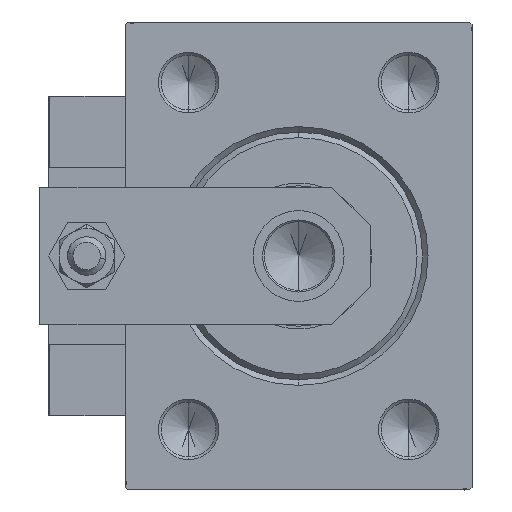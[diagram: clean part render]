
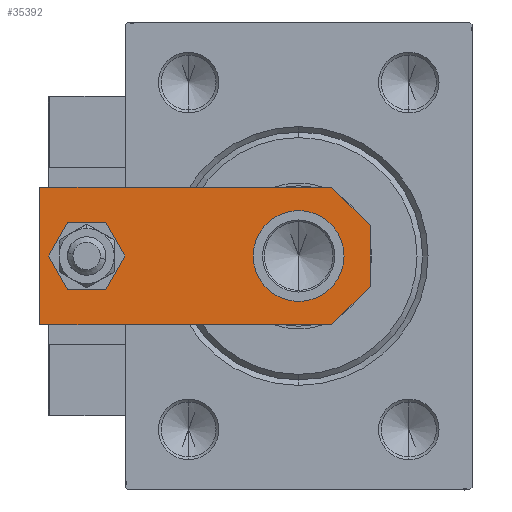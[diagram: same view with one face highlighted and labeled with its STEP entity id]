
A CAD part, left-side view. The second image highlights one B-rep face of the part: STEP entity #35392.
In plain terms, the highlighted face is planar.
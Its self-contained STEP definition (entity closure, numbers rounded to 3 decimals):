
#134 = LINE ( 'NONE', #27868, #36632 ) ;
#138 = VERTEX_POINT ( 'NONE', #45849 ) ;
#754 = DIRECTION ( 'NONE',  ( 0., 0., 1. ) ) ;
#1760 = AXIS2_PLACEMENT_3D ( 'NONE', #29762, #9865, #47247 ) ;
#2726 = DIRECTION ( 'NONE',  ( 0., -1., 0. ) ) ;
#3020 = AXIS2_PLACEMENT_3D ( 'NONE', #20778, #12910, #24451 ) ;
#3142 = CARTESIAN_POINT ( 'NONE',  ( -2.75, -2.75, 6. ) ) ;
#3317 = LINE ( 'NONE', #15878, #3806 ) ;
#3806 = VECTOR ( 'NONE', #27385, 1000. ) ;
#4284 = EDGE_CURVE ( 'NONE', #12041, #12111, #3317, .T. ) ;
#5123 = VECTOR ( 'NONE', #51019, 1000. ) ;
#6392 = EDGE_CURVE ( 'NONE', #12111, #15133, #29470, .T. ) ;
#6500 = VERTEX_POINT ( 'NONE', #7207 ) ;
#7207 = CARTESIAN_POINT ( 'NONE',  ( 5.5, 0., 6. ) ) ;
#7926 = CIRCLE ( 'NONE', #42165, 8.25 ) ;
#8527 = VERTEX_POINT ( 'NONE', #31468 ) ;
#8607 = CARTESIAN_POINT ( 'NONE',  ( 0., 13., 6. ) ) ;
#8708 = AXIS2_PLACEMENT_3D ( 'NONE', #10647, #41782, #26103 ) ;
#8871 = CARTESIAN_POINT ( 'NONE',  ( 12.5, 60., 6. ) ) ;
#9152 = ORIENTED_EDGE ( 'NONE', *, *, #13762, .F. ) ;
#9865 = DIRECTION ( 'NONE',  ( 0., 0., 1. ) ) ;
#10303 = CARTESIAN_POINT ( 'NONE',  ( -12.5, 60., 6. ) ) ;
#10647 = CARTESIAN_POINT ( 'NONE',  ( 0., 51.5, 6. ) ) ;
#10824 = LINE ( 'NONE', #10303, #20926 ) ;
#12041 = VERTEX_POINT ( 'NONE', #40277 ) ;
#12111 = VERTEX_POINT ( 'NONE', #8871 ) ;
#12910 = DIRECTION ( 'NONE',  ( 0., 0., 1. ) ) ;
#13215 = EDGE_LOOP ( 'NONE', ( #33107, #33403 ) ) ;
#13762 = EDGE_CURVE ( 'NONE', #48427, #8527, #38092, .T. ) ;
#13785 = PLANE ( 'NONE',  #1760 ) ;
#14109 = CARTESIAN_POINT ( 'NONE',  ( 0., 51.5, 6. ) ) ;
#15133 = VERTEX_POINT ( 'NONE', #36373 ) ;
#15830 = ORIENTED_EDGE ( 'NONE', *, *, #30186, .T. ) ;
#15878 = CARTESIAN_POINT ( 'NONE',  ( 12.5, 0., 6. ) ) ;
#16723 = DIRECTION ( 'NONE',  ( 1., 0., 0. ) ) ;
#17718 = FACE_BOUND ( 'NONE', #13215, .T. ) ;
#17898 = EDGE_CURVE ( 'NONE', #38211, #6500, #134, .T. ) ;
#19294 = AXIS2_PLACEMENT_3D ( 'NONE', #14109, #30616, #34795 ) ;
#19572 = ORIENTED_EDGE ( 'NONE', *, *, #4284, .T. ) ;
#20467 = CARTESIAN_POINT ( 'NONE',  ( 4., 51.5, 6. ) ) ;
#20778 = CARTESIAN_POINT ( 'NONE',  ( 0., 13., 6. ) ) ;
#20860 = ORIENTED_EDGE ( 'NONE', *, *, #17898, .T. ) ;
#20926 = VECTOR ( 'NONE', #2726, 1000. ) ;
#21252 = CIRCLE ( 'NONE', #8708, 4. ) ;
#21657 = CARTESIAN_POINT ( 'NONE',  ( -5.5, 0., 6. ) ) ;
#24451 = DIRECTION ( 'NONE',  ( 1., 0., 0. ) ) ;
#26103 = DIRECTION ( 'NONE',  ( 1., 0., 0. ) ) ;
#26693 = ORIENTED_EDGE ( 'NONE', *, *, #36496, .T. ) ;
#26815 = EDGE_LOOP ( 'NONE', ( #26693, #43024, #20860, #15830, #19572, #30249 ) ) ;
#27385 = DIRECTION ( 'NONE',  ( 0., 1., 0. ) ) ;
#27504 = CARTESIAN_POINT ( 'NONE',  ( -12.5, 7., 6. ) ) ;
#27868 = CARTESIAN_POINT ( 'NONE',  ( -12.5, 0., 6. ) ) ;
#29470 = LINE ( 'NONE', #45418, #48786 ) ;
#29762 = CARTESIAN_POINT ( 'NONE',  ( 0., 0., 6. ) ) ;
#30029 = VERTEX_POINT ( 'NONE', #27504 ) ;
#30186 = EDGE_CURVE ( 'NONE', #6500, #12041, #44759, .T. ) ;
#30249 = ORIENTED_EDGE ( 'NONE', *, *, #6392, .T. ) ;
#30616 = DIRECTION ( 'NONE',  ( 0., 0., 1. ) ) ;
#30683 = CARTESIAN_POINT ( 'NONE',  ( -8.25, 13., 6. ) ) ;
#31468 = CARTESIAN_POINT ( 'NONE',  ( 8.25, 13., 6. ) ) ;
#33075 = ORIENTED_EDGE ( 'NONE', *, *, #49758, .F. ) ;
#33107 = ORIENTED_EDGE ( 'NONE', *, *, #45550, .F. ) ;
#33403 = ORIENTED_EDGE ( 'NONE', *, *, #37954, .F. ) ;
#33677 = FACE_OUTER_BOUND ( 'NONE', #26815, .T. ) ;
#34795 = DIRECTION ( 'NONE',  ( 1., 0., 0. ) ) ;
#35392 = ADVANCED_FACE ( 'NONE', ( #17718, #33677, #49633 ), #13785, .T. ) ;
#36373 = CARTESIAN_POINT ( 'NONE',  ( -12.5, 60., 6. ) ) ;
#36399 = CARTESIAN_POINT ( 'NONE',  ( 2.75, -2.75, 6. ) ) ;
#36496 = EDGE_CURVE ( 'NONE', #15133, #30029, #10824, .T. ) ;
#36632 = VECTOR ( 'NONE', #39397, 1000. ) ;
#37954 = EDGE_CURVE ( 'NONE', #40821, #138, #41839, .T. ) ;
#38092 = CIRCLE ( 'NONE', #3020, 8.25 ) ;
#38211 = VERTEX_POINT ( 'NONE', #21657 ) ;
#38740 = LINE ( 'NONE', #3142, #5123 ) ;
#39089 = EDGE_CURVE ( 'NONE', #30029, #38211, #38740, .T. ) ;
#39397 = DIRECTION ( 'NONE',  ( 1., 0., 0. ) ) ;
#40065 = DIRECTION ( 'NONE',  ( 0.707, 0.707, 0. ) ) ;
#40277 = CARTESIAN_POINT ( 'NONE',  ( 12.5, 7., 6. ) ) ;
#40821 = VERTEX_POINT ( 'NONE', #20467 ) ;
#41753 = DIRECTION ( 'NONE',  ( -1., 0., 0. ) ) ;
#41782 = DIRECTION ( 'NONE',  ( 0., 0., 1. ) ) ;
#41839 = CIRCLE ( 'NONE', #19294, 4. ) ;
#42165 = AXIS2_PLACEMENT_3D ( 'NONE', #8607, #754, #16723 ) ;
#43024 = ORIENTED_EDGE ( 'NONE', *, *, #39089, .T. ) ;
#43618 = EDGE_LOOP ( 'NONE', ( #9152, #33075 ) ) ;
#44759 = LINE ( 'NONE', #36399, #48637 ) ;
#45418 = CARTESIAN_POINT ( 'NONE',  ( 12.5, 60., 6. ) ) ;
#45550 = EDGE_CURVE ( 'NONE', #138, #40821, #21252, .T. ) ;
#45849 = CARTESIAN_POINT ( 'NONE',  ( -4., 51.5, 6. ) ) ;
#47247 = DIRECTION ( 'NONE',  ( 1., 0., 0. ) ) ;
#48427 = VERTEX_POINT ( 'NONE', #30683 ) ;
#48637 = VECTOR ( 'NONE', #40065, 1000. ) ;
#48786 = VECTOR ( 'NONE', #41753, 1000. ) ;
#49633 = FACE_BOUND ( 'NONE', #43618, .T. ) ;
#49758 = EDGE_CURVE ( 'NONE', #8527, #48427, #7926, .T. ) ;
#51019 = DIRECTION ( 'NONE',  ( 0.707, -0.707, 0. ) ) ;
